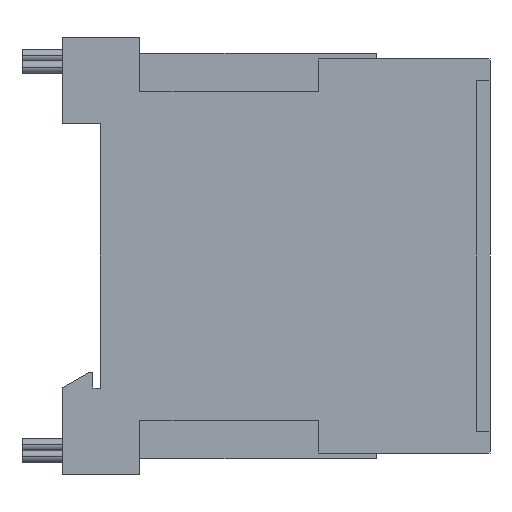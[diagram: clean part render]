
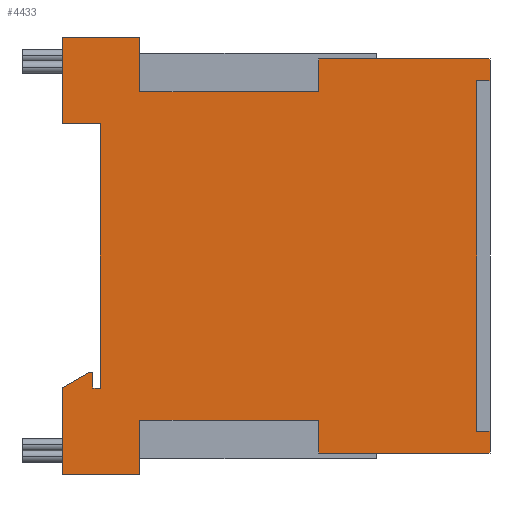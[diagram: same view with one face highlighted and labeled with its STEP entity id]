
A CAD part, left-side view. The second image highlights one B-rep face of the part: STEP entity #4433.
In plain terms, the highlighted planar face has unit normal (-1, 0, 0).
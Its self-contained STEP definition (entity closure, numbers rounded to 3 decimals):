
#3710=CARTESIAN_POINT('POINT57163',(-22.501,-56.7,
   -23.2));
#3711=VERTEX_POINT('VERTEX57163',#3710);
#3714=CARTESIAN_POINT('POINT57164',(-22.501,-56.7,
   -26.1));
#3715=VERTEX_POINT('VERTEX57164',#3714);
#3716=CARTESIAN_POINT('POS97948',(-22.501,-56.7,
   -29.));
#3717=DIRECTION('DIR128517',(0.,0.,1.));
#3718=VECTOR('VEC67379',#3717,25.4);
#3719=LINE('STRAIGHT67379',#3716,#3718);
#3720=EDGE_CURVE('EDGE85737',#3715,#3711,#3719,.T.);
#3731=CARTESIAN_POINT('POINT57165',(-22.501,-34.02,
   -26.1));
#3732=VERTEX_POINT('VERTEX57165',#3731);
#3733=CARTESIAN_POINT('POS97949',(-22.501,-51.03,
   -26.1));
#3734=DIRECTION('DIR128518',(0.,-1.,0.))
   ;
#3735=VECTOR('VEC67380',#3734,25.4);
#3736=LINE('STRAIGHT67380',#3733,#3735);
#3737=EDGE_CURVE('EDGE85739',#3732,#3715,#3736,.T.);
#3747=CARTESIAN_POINT('POINT57166',(-22.501,-34.02,
   -21.75));
#3748=VERTEX_POINT('VERTEX57166',#3747);
#3749=CARTESIAN_POINT('POS97950',(-22.501,-34.02,
   -32.626));
#3750=DIRECTION('DIR128519',(0.,0.,-1.));
#3751=VECTOR('VEC67381',#3750,25.4);
#3752=LINE('STRAIGHT67381',#3749,#3751);
#3753=EDGE_CURVE('EDGE85741',#3748,#3732,#3752,.T.);
#3762=CARTESIAN_POINT('POINT57167',(-22.501,
   -10.309,-21.75));
#3763=VERTEX_POINT('VERTEX57167',#3762);
#3764=CARTESIAN_POINT('POS97951',(-22.501,-39.433,
   -21.75));
#3765=DIRECTION('DIR128520',(0.,-1.,0.))
   ;
#3766=VECTOR('VEC67382',#3765,25.4);
#3767=LINE('STRAIGHT67382',#3764,#3766);
#3768=EDGE_CURVE('EDGE85743',#3763,#3748,#3767,.T.);
#3779=CARTESIAN_POINT('POINT57168',(-22.501,
   -10.309,-29.));
#3780=VERTEX_POINT('VERTEX57168',#3779);
#3781=CARTESIAN_POINT('POS97952',(-22.501,-10.309,
   -32.626));
#3782=DIRECTION('DIR128521',(0.,0.,1.));
#3783=VECTOR('VEC67383',#3782,25.4);
#3784=LINE('STRAIGHT67383',#3781,#3783);
#3785=EDGE_CURVE('EDGE85745',#3780,#3763,#3784,.T.);
#3811=CARTESIAN_POINT('POINT57170',(-22.501,0.
   ,-29.));
#3812=VERTEX_POINT('VERTEX57170',#3811);
#3813=CARTESIAN_POINT('POS97956',(-22.501,0.,
   -29.));
#3814=DIRECTION('DIR128526',(0.,-1.,0.))
   ;
#3815=VECTOR('VEC67386',#3814,25.4);
#3816=LINE('STRAIGHT67386',#3813,#3815);
#3817=EDGE_CURVE('EDGE85748',#3812,#3780,#3816,.T.);
#3861=CARTESIAN_POINT('POINT57172',(-22.501,0.
   ,-17.464));
#3862=VERTEX_POINT('VERTEX57172',#3861);
#3878=CARTESIAN_POINT('POS97962',(-22.501,0.,
   -29.));
#3879=DIRECTION('DIR128533',(0.,0.,1.));
#3880=VECTOR('VEC67391',#3879,25.4);
#3881=LINE('STRAIGHT67391',#3878,#3880);
#3882=EDGE_CURVE('EDGE85753',#3812,#3862,#3881,.T.);
#3892=CARTESIAN_POINT('POINT57174',(-22.501,-3.594,
   -15.389));
#3893=VERTEX_POINT('VERTEX57174',#3892);
#3894=CARTESIAN_POINT('POS97964',(-22.501,-14.424,
   -9.137));
#3895=DIRECTION('DIR128536',(0.,0.866
   ,-0.5));
#3896=VECTOR('VEC67392',#3895,25.4);
#3897=LINE('STRAIGHT67392',#3894,#3896);
#3898=EDGE_CURVE('EDGE85754',#3893,#3862,#3897,.T.);
#3924=CARTESIAN_POINT('POINT57176',(-22.501,-4.089,
   -15.389));
#3925=VERTEX_POINT('VERTEX57176',#3924);
#3926=CARTESIAN_POINT('POS97968',(-22.501,-29.62,
   -15.389));
#3927=DIRECTION('DIR128541',(0.,1.,0.));
#3928=VECTOR('VEC67395',#3927,25.4);
#3929=LINE('STRAIGHT67395',#3926,#3928);
#3930=EDGE_CURVE('EDGE85757',#3925,#3893,#3929,.T.);
#3955=CARTESIAN_POINT('POINT57178',(-22.501,-4.089,
   -17.488));
#3956=VERTEX_POINT('VERTEX57178',#3955);
#3957=CARTESIAN_POINT('POS97972',(-22.501,-4.089,
   -14.5));
#3958=DIRECTION('DIR128546',(0.,0.,1.));
#3959=VECTOR('VEC67398',#3958,25.4);
#3960=LINE('STRAIGHT67398',#3957,#3959);
#3961=EDGE_CURVE('EDGE85760',#3956,#3925,#3960,.T.);
#3994=CARTESIAN_POINT('POINT57181',(-22.501,-5.08,
   -17.488));
#3995=VERTEX_POINT('VERTEX57181',#3994);
#3996=CARTESIAN_POINT('POS97977',(-22.501,-30.643,
   -17.488));
#3997=DIRECTION('DIR128552',(0.,1.,0.));
#3998=VECTOR('VEC67402',#3997,25.4);
#3999=LINE('STRAIGHT67402',#3996,#3998);
#4000=EDGE_CURVE('EDGE85764',#3995,#3956,#3999,.T.);
#4026=CARTESIAN_POINT('POINT57183',(-22.501,
   -10.309,29.));
#4027=VERTEX_POINT('VERTEX57183',#4026);
#4034=CARTESIAN_POINT('POINT57184',(-22.501,
   -10.309,21.75));
#4035=VERTEX_POINT('VERTEX57184',#4034);
#4036=CARTESIAN_POINT('POS97982',(-22.501,-10.309,
   3.625));
#4037=DIRECTION('DIR128558',(0.,0.,1.));
#4038=VECTOR('VEC67406',#4037,25.4);
#4039=LINE('STRAIGHT67406',#4036,#4038);
#4040=EDGE_CURVE('EDGE85768',#4035,#4027,#4039,.T.);
#4056=CARTESIAN_POINT('POINT57185',(-22.501,-34.02,
   21.75));
#4057=VERTEX_POINT('VERTEX57185',#4056);
#4058=CARTESIAN_POINT('POS97984',(-22.501,-39.433,
   21.75));
#4059=DIRECTION('DIR128561',(0.,1.,0.));
#4060=VECTOR('VEC67407',#4059,25.4);
#4061=LINE('STRAIGHT67407',#4058,#4060);
#4062=EDGE_CURVE('EDGE85770',#4057,#4035,#4061,.T.);
#4071=CARTESIAN_POINT('POINT57186',(-22.501,-34.02,
   26.1));
#4072=VERTEX_POINT('VERTEX57186',#4071);
#4073=CARTESIAN_POINT('POS97985',(-22.501,-34.02,
   3.625));
#4074=DIRECTION('DIR128562',(0.,0.,-1.));
#4075=VECTOR('VEC67408',#4074,25.4);
#4076=LINE('STRAIGHT67408',#4073,#4075);
#4077=EDGE_CURVE('EDGE85772',#4072,#4057,#4076,.T.);
#4087=CARTESIAN_POINT('POINT57187',(-22.501,-56.7,
   26.1));
#4088=VERTEX_POINT('VERTEX57187',#4087);
#4089=CARTESIAN_POINT('POS97986',(-22.501,-51.03,
   26.1));
#4090=DIRECTION('DIR128563',(0.,1.,0.));
#4091=VECTOR('VEC67409',#4090,25.4);
#4092=LINE('STRAIGHT67409',#4089,#4091);
#4093=EDGE_CURVE('EDGE85774',#4088,#4072,#4092,.T.);
#4101=CARTESIAN_POINT('POINT57188',(-22.501,-56.7,
   23.2));
#4102=VERTEX_POINT('VERTEX57188',#4101);
#4107=EDGE_CURVE('EDGE85777',#4102,#4088,#3719,.T.);
#4112=CARTESIAN_POINT('POINT57189',(-22.501,-54.922,
   23.2));
#4113=VERTEX_POINT('VERTEX57189',#4112);
#4114=CARTESIAN_POINT('POS97987',(-22.501,-56.256,
   23.2));
#4115=DIRECTION('DIR128564',(0.,-1.,0.))
   ;
#4116=VECTOR('VEC67410',#4115,25.4);
#4117=LINE('STRAIGHT67410',#4114,#4116);
#4118=EDGE_CURVE('EDGE85778',#4113,#4102,#4117,.T.);
#4170=CARTESIAN_POINT('POINT57190',(-22.501,-54.922,
   -23.2));
#4171=VERTEX_POINT('VERTEX57190',#4170);
#4172=CARTESIAN_POINT('POS97989',(-22.501,-54.922,
   -14.5));
#4173=DIRECTION('DIR128566',(0.,0.,1.));
#4174=VECTOR('VEC67412',#4173,25.4);
#4175=LINE('STRAIGHT67412',#4172,#4174);
#4176=EDGE_CURVE('EDGE85781',#4171,#4113,#4175,.T.);
#4200=CARTESIAN_POINT('POS97991',(-22.501,-56.256,
   -23.2));
#4201=DIRECTION('DIR128569',(0.,1.,0.));
#4202=VECTOR('VEC67413',#4201,25.4);
#4203=LINE('STRAIGHT67413',#4200,#4202);
#4204=EDGE_CURVE('EDGE85783',#3711,#4171,#4203,.T.);
#4219=CARTESIAN_POINT('POINT57192',(-22.501,-5.08,
   17.488));
#4220=VERTEX_POINT('VERTEX57192',#4219);
#4221=CARTESIAN_POINT('POS97993',(-22.501,-5.08,
   -14.5));
#4222=DIRECTION('DIR128571',(0.,0.,-1.));
#4223=VECTOR('VEC67415',#4222,25.4);
#4224=LINE('STRAIGHT67415',#4221,#4223);
#4225=EDGE_CURVE('EDGE85785',#4220,#3995,#4224,.T.);
#4373=CARTESIAN_POINT('POINT57203',(-22.501,0.
   ,29.));
#4374=VERTEX_POINT('VERTEX57203',#4373);
#4381=CARTESIAN_POINT('POS98008',(-22.501,0.,
   29.));
#4382=DIRECTION('DIR128596',(0.,1.,0.));
#4383=VECTOR('VEC67420',#4382,25.4);
#4384=LINE('STRAIGHT67420',#4381,#4383);
#4385=EDGE_CURVE('EDGE85799',#4027,#4374,#4384,.T.);
#4395=ORIENTED_EDGE('COEDGE171566',*,*,#4204,.T.);
#4396=ORIENTED_EDGE('COEDGE171567',*,*,#4176,.T.);
#4397=ORIENTED_EDGE('COEDGE171568',*,*,#4118,.T.);
#4398=ORIENTED_EDGE('COEDGE171569',*,*,#4107,.T.);
#4399=ORIENTED_EDGE('COEDGE171570',*,*,#4093,.T.);
#4400=ORIENTED_EDGE('COEDGE171571',*,*,#4077,.T.);
#4401=ORIENTED_EDGE('COEDGE171572',*,*,#4062,.T.);
#4402=ORIENTED_EDGE('COEDGE171573',*,*,#4040,.T.);
#4403=ORIENTED_EDGE('COEDGE171574',*,*,#4385,.T.);
#4404=CARTESIAN_POINT('POINT57204',(-22.501,0.,17.488
   ));
#4405=VERTEX_POINT('VERTEX57204',#4404);
#4406=EDGE_CURVE('EDGE85800',#4405,#4374,#3881,.T.);
#4407=ORIENTED_EDGE('COEDGE171575',*,*,#4406,.F.);
#4408=CARTESIAN_POINT('POS98010',(-22.501,-30.643,
   17.488));
#4409=DIRECTION('DIR128599',(0.,-1.,0.))
   ;
#4410=VECTOR('VEC67421',#4409,25.4);
#4411=LINE('STRAIGHT67421',#4408,#4410);
#4412=EDGE_CURVE('EDGE85801',#4405,#4220,#4411,.T.);
#4413=ORIENTED_EDGE('COEDGE171576',*,*,#4412,.T.);
#4414=ORIENTED_EDGE('COEDGE171577',*,*,#4225,.T.);
#4415=ORIENTED_EDGE('COEDGE171578',*,*,#4000,.T.);
#4416=ORIENTED_EDGE('COEDGE171579',*,*,#3961,.T.);
#4417=ORIENTED_EDGE('COEDGE171580',*,*,#3930,.T.);
#4418=ORIENTED_EDGE('COEDGE171581',*,*,#3898,.T.);
#4419=ORIENTED_EDGE('COEDGE171582',*,*,#3882,.F.);
#4420=ORIENTED_EDGE('COEDGE171583',*,*,#3817,.T.);
#4421=ORIENTED_EDGE('COEDGE171584',*,*,#3785,.T.);
#4422=ORIENTED_EDGE('COEDGE171585',*,*,#3768,.T.);
#4423=ORIENTED_EDGE('COEDGE171586',*,*,#3753,.T.);
#4424=ORIENTED_EDGE('COEDGE171587',*,*,#3737,.T.);
#4425=ORIENTED_EDGE('COEDGE171588',*,*,#3720,.T.);
#4426=EDGE_LOOP('NONE',(#4395,#4396,#4397,#4398,#4399,#4400,#4401,#4402,
   #4403,#4407,#4413,#4414,#4415,#4416,#4417,#4418,#4419,#4420,#4421,
   #4422,#4423,#4424,#4425));
#4427=FACE_BOUND('LOOP1',#4426,.T.);
#4428=CARTESIAN_POINT('POS98011',(-22.501,-56.7,
   -29.));
#4429=DIRECTION('DIR128600',(-1.,0.,0.));
#4430=DIRECTION('DIR128601',(0.,1.,0.));
#4431=AXIS2_PLACEMENT_3D('AXIS30590',#4428,#4429,#4430);
#4432=PLANE('PLANE21991',#4431);
#4433=ADVANCED_FACE('FACE33192',(#4427),#4432,.T.);
